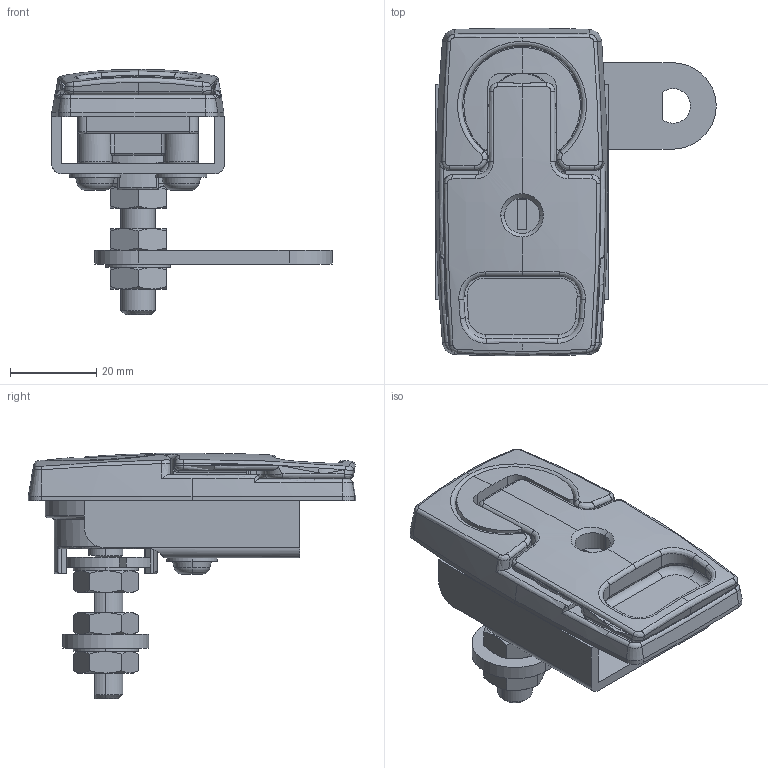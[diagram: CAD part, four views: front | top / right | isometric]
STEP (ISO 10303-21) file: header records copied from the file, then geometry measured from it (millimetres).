
FILE_DESCRIPTION (( 'STEP AP203' ), '1' );
FILE_NAME ('A-212-5.STEP', '2010-04-22T05:23:26', ( ' ' ), ( ' ' ), 'SwSTEP 2.0', 'SolidWorks 2007', '' );
FILE_SCHEMA (( 'CONFIG_CONTROL_DESIGN' ));
Length unit declared in the file: millimetre
Products named in the file (13): A-212-5杮懱__棉太倌; 俙-212-5僗僩僢僷乕__棉太倌; 俙-212-5巭傔嬥__棉太倌; 俙-212-5僷僢僉儞__棉太倌; A-212-5; 俙-212-5僔儍僼僩__棉太倌; A-212-5僴儞僪儖__棉太倌; A-212-5僔儍僼僩僇僶乕__棉太倌; 俙-212-5儚僢僔儍乕__棉太倌; 歯付座金M8内歯形_JIS B 1255 A 8; 六角ナットM8（3種）_JIS B 1181 Hexagon nut - Class 3 Finished M8x1.0 --N; A-212-5庢晅斅__棉太倌; A-212-5TP偹偠__棉太倌
Assembly tree (16 placements, depth 2):
  A-212-5
    六角ナットM8（3種）_JIS B 1181 Hexagon nut - Class 3 Finished M8x1.0 --N  x3
    俙-212-5巭傔嬥__棉太倌
    A-212-5僔儍僼僩僇僶乕__棉太倌
    俙-212-5儚僢僔儍乕__棉太倌
    歯付座金M8内歯形_JIS B 1255 A 8  x2
    俙-212-5僗僩僢僷乕__棉太倌
    A-212-5庢晅斅__棉太倌
    A-212-5杮懱__棉太倌
    俙-212-5僔儍僼僩__棉太倌
    A-212-5僴儞僪儖__棉太倌
    A-212-5TP偹偠__棉太倌  x2
    俙-212-5僷僢僉儞__棉太倌
Bounding box: 65 x 75.93 x 57 mm (x, y, z)
Volume: 41716.8 mm3; surface area: 34269.9 mm2
Topology: 17 solids, 17 shells, 733 faces, 1865 edges, 1162 vertices
Faces by surface type: cylinder 260, plane 234, torus 96, cone 80, bspline 63
Entity records: 23563 total; most frequent: CARTESIAN_POINT 7720, ORIENTED_EDGE 3082, DIRECTION 3002, EDGE_CURVE 1541, AXIS2_PLACEMENT_3D 1203, VERTEX_POINT 964, EDGE_LOOP 643, CIRCLE 642
